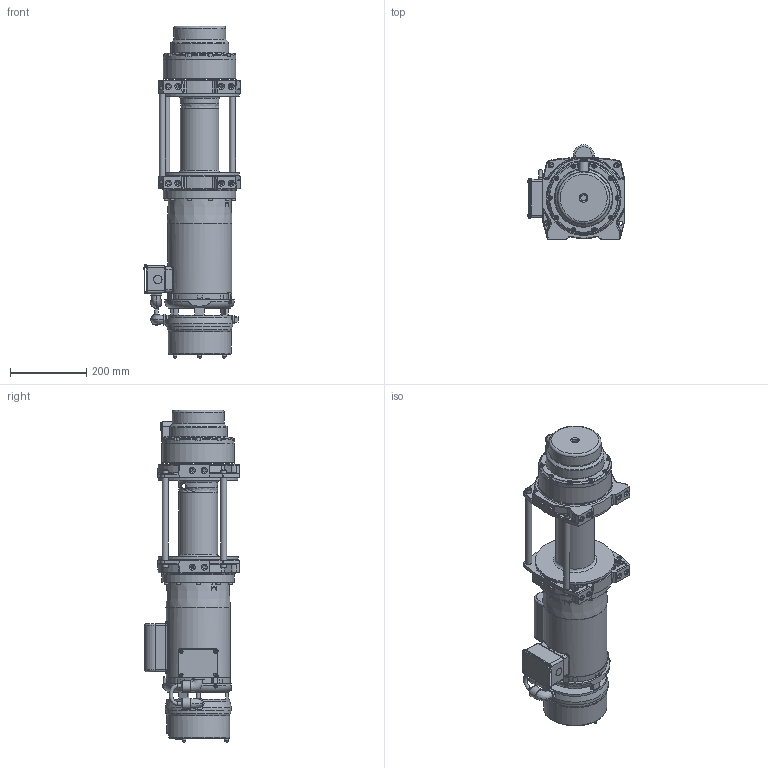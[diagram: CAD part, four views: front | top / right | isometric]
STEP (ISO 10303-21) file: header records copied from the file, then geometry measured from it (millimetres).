
FILE_DESCRIPTION(/* description */ (''),/* implementation_level */ '2;1');
FILE_NAME(/* name */ 'AC1HG33-01.stp',/* time_stamp */ '2017-12-20T07:39:29-08:00',/* author */ ('kevin'),/* organization */ (''),/* preprocessor_version */ 'ST-DEVELOPER v16.5',/* originating_system */ 'Autodesk Inventor 2017',/* authorisation */ '');
FILE_SCHEMA (('AUTOMOTIVE_DESIGN { 1 0 10303 214 3 1 1 }'));
Products named in the file (1): AC1HG33_Shrinkwrap_1
Bounding box: 254.64 x 248.66 x 872.67 mm (x, y, z)
Surface area: 936466.8 mm2 (no closed solid volume)
Topology: 0 solids, 136 shells, 654 faces, 4262 edges, 3623 vertices
Faces by surface type: plane 259, cylinder 196, cone 85, torus 56, bspline 56, sphere 2
Full cylindrical faces by diameter (mm): 7.798 x1, 8.382 x1, 9.398 x2, 9.525 x23, 10.109 x16, 10.244 x1, 12.7 x1, 14.275 x6, 15.875 x4, 22.225 x2, 25.4 x1, 29.718 x2, 86.03 x1, 101.6 x4, 136.652 x1, 161.925 x1, 166.116 x2, 167.869 x1, 169.881 x1, 174.498 x1, 190.5 x2, 209.296 x2
Entity records: 49004 total; most frequent: CARTESIAN_POINT 17274, DIRECTION 6767, ORIENTED_EDGE 5061, EDGE_CURVE 4082, VERTEX_POINT 3569, AXIS2_PLACEMENT_3D 2774, CIRCLE 1687, LINE 1219
